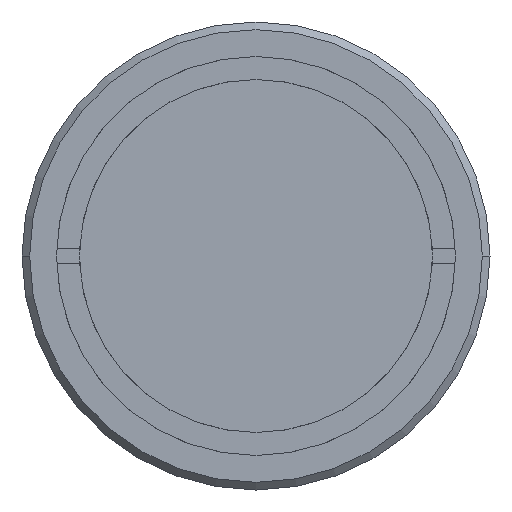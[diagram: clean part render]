
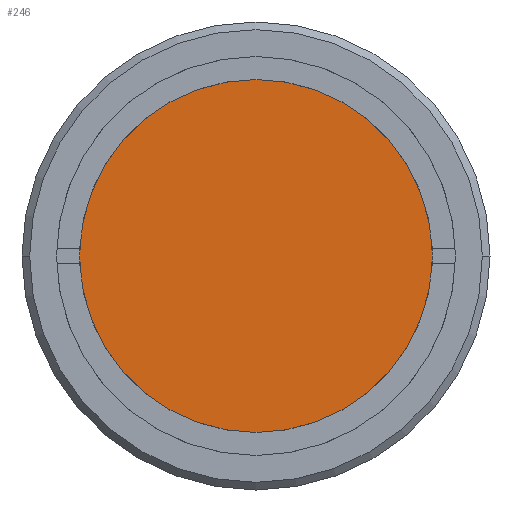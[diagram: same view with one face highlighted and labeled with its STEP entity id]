
A CAD part, left-side view. The second image highlights one B-rep face of the part: STEP entity #246.
In plain terms, the highlighted planar face has unit normal (-1, 0, 0).
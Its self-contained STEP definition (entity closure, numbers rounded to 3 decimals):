
#27=PLANE('',#573);
#46=FACE_OUTER_BOUND('',#76,.F.);
#76=EDGE_LOOP('',(#129,#130));
#129=ORIENTED_EDGE('',*,*,#409,.F.);
#130=ORIENTED_EDGE('',*,*,#407,.F.);
#246=ADVANCED_FACE('',(#46),#27,.T.);
#367=CIRCLE('',#544,11.5);
#369=CIRCLE('',#546,11.5);
#407=EDGE_CURVE('',#484,#483,#367,.T.);
#409=EDGE_CURVE('',#483,#484,#369,.T.);
#483=VERTEX_POINT('',#798);
#484=VERTEX_POINT('',#799);
#544=AXIS2_PLACEMENT_3D('',#834,#632,#633);
#546=AXIS2_PLACEMENT_3D('',#836,#636,#637);
#573=AXIS2_PLACEMENT_3D('',#891,#718,#719);
#632=DIRECTION('',(-1.,0.,0.));
#633=DIRECTION('',(0.,-1.,0.));
#636=DIRECTION('',(-1.,0.,0.));
#637=DIRECTION('',(0.,1.,0.));
#718=DIRECTION('',(-1.,0.,0.));
#719=DIRECTION('',(0.,0.,1.));
#798=CARTESIAN_POINT('',(4.,11.5,0.));
#799=CARTESIAN_POINT('',(4.,-11.5,0.));
#834=CARTESIAN_POINT('',(4.,0.,0.));
#836=CARTESIAN_POINT('',(4.,0.,0.));
#891=CARTESIAN_POINT('',(4.,-13.,-13.));
